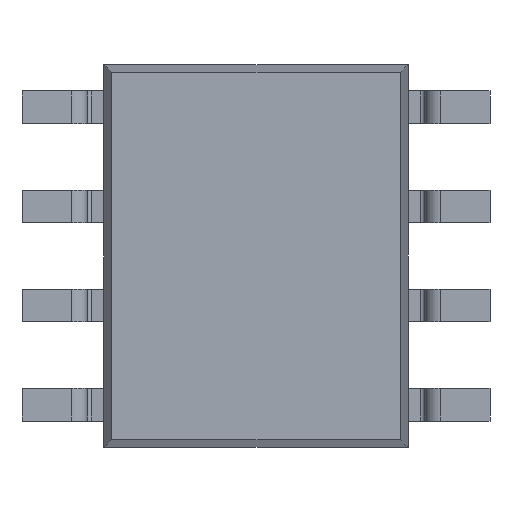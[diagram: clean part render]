
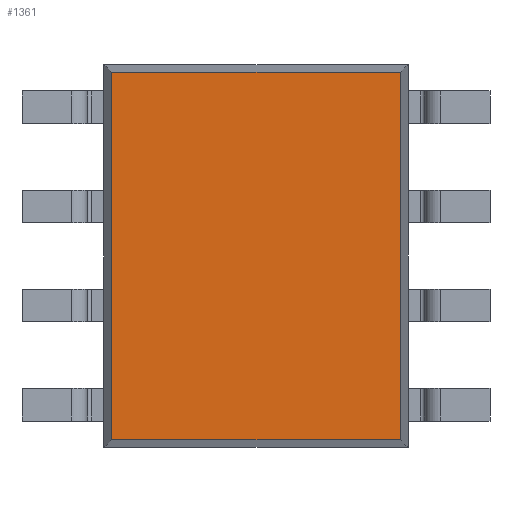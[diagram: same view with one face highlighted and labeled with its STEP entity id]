
A CAD part, front view. The second image highlights one B-rep face of the part: STEP entity #1361.
In plain terms, the highlighted planar face has unit normal (0, -1, 0).
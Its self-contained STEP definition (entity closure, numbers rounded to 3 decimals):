
#48 = LINE ( 'NONE', #3477, #3611 ) ;
#98 = CARTESIAN_POINT ( 'NONE',  ( -1.85, 0.175, -2.351 ) ) ;
#242 = VECTOR ( 'NONE', #485, 1000. ) ;
#276 = ORIENTED_EDGE ( 'NONE', *, *, #983, .T. ) ;
#288 = LINE ( 'NONE', #2859, #242 ) ;
#289 = VECTOR ( 'NONE', #2518, 1000. ) ;
#298 = VERTEX_POINT ( 'NONE', #98 ) ;
#395 = FACE_OUTER_BOUND ( 'NONE', #3309, .T. ) ;
#436 = LINE ( 'NONE', #1677, #289 ) ;
#462 = CARTESIAN_POINT ( 'NONE',  ( 0., 0.175, 0. ) ) ;
#485 = DIRECTION ( 'NONE',  ( -1., 0., 0. ) ) ;
#739 = DIRECTION ( 'NONE',  ( 1., 0., 0. ) ) ;
#929 = VERTEX_POINT ( 'NONE', #1277 ) ;
#983 = EDGE_CURVE ( 'NONE', #929, #298, #3534, .T. ) ;
#1115 = VERTEX_POINT ( 'NONE', #2976 ) ;
#1277 = CARTESIAN_POINT ( 'NONE',  ( -1.85, 0.175, 2.351 ) ) ;
#1326 = CARTESIAN_POINT ( 'NONE',  ( -1.85, 0.175, 2.451 ) ) ;
#1349 = DIRECTION ( 'NONE',  ( 0., -1., 0. ) ) ;
#1361 = ADVANCED_FACE ( 'NONE', ( #395 ), #3438, .T. ) ;
#1378 = ORIENTED_EDGE ( 'NONE', *, *, #3291, .T. ) ;
#1662 = CARTESIAN_POINT ( 'NONE',  ( 1.85, 0.175, -2.351 ) ) ;
#1677 = CARTESIAN_POINT ( 'NONE',  ( 1.85, 0.175, -2.451 ) ) ;
#1733 = ORIENTED_EDGE ( 'NONE', *, *, #3363, .T. ) ;
#1930 = DIRECTION ( 'NONE',  ( 0., 0., -1. ) ) ;
#2355 = ORIENTED_EDGE ( 'NONE', *, *, #2857, .T. ) ;
#2518 = DIRECTION ( 'NONE',  ( 0., 0., 1. ) ) ;
#2739 = VECTOR ( 'NONE', #1930, 1000. ) ;
#2857 = EDGE_CURVE ( 'NONE', #1115, #929, #288, .T. ) ;
#2859 = CARTESIAN_POINT ( 'NONE',  ( 1.949, 0.175, 2.351 ) ) ;
#2927 = AXIS2_PLACEMENT_3D ( 'NONE', #462, #1349, #3111 ) ;
#2976 = CARTESIAN_POINT ( 'NONE',  ( 1.85, 0.175, 2.351 ) ) ;
#3111 = DIRECTION ( 'NONE',  ( 0., 0., -1. ) ) ;
#3291 = EDGE_CURVE ( 'NONE', #298, #3359, #48, .T. ) ;
#3309 = EDGE_LOOP ( 'NONE', ( #1378, #1733, #2355, #276 ) ) ;
#3359 = VERTEX_POINT ( 'NONE', #1662 ) ;
#3363 = EDGE_CURVE ( 'NONE', #3359, #1115, #436, .T. ) ;
#3438 = PLANE ( 'NONE',  #2927 ) ;
#3477 = CARTESIAN_POINT ( 'NONE',  ( -1.95, 0.175, -2.351 ) ) ;
#3534 = LINE ( 'NONE', #1326, #2739 ) ;
#3611 = VECTOR ( 'NONE', #739, 1000. ) ;
